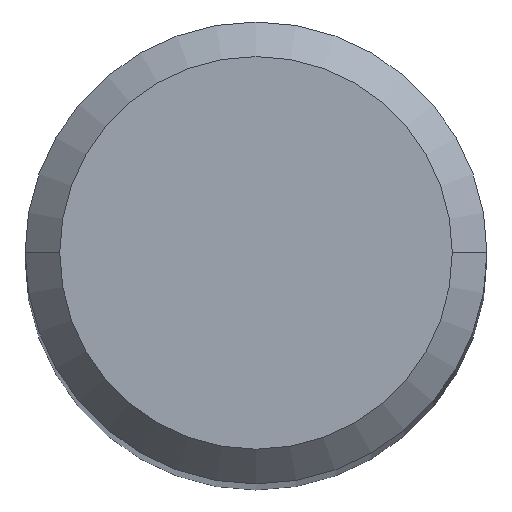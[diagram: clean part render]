
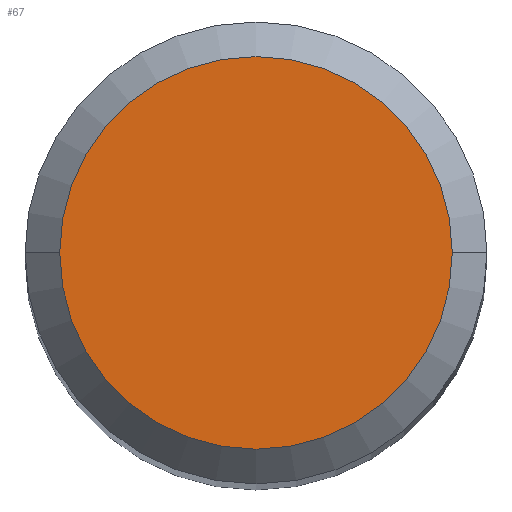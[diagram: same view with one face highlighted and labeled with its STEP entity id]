
A CAD part, top view. The second image highlights one B-rep face of the part: STEP entity #67.
In plain terms, the highlighted planar face has unit normal (0, 0, 1).
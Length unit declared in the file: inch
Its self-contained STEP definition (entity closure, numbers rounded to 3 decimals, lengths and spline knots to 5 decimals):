
#14 = FACE_OUTER_BOUND ( 'NONE', #33, .T. ) ;
#19 = DIRECTION ( 'NONE',  ( -1., 0., 0. ) ) ;
#33 = EDGE_LOOP ( 'NONE', ( #319, #346 ) ) ;
#48 = DIRECTION ( 'NONE',  ( 1., 0., 0. ) ) ;
#67 = ADVANCED_FACE ( 'NONE', ( #14 ), #431, .F. ) ;
#84 = DIRECTION ( 'NONE',  ( 0., 0., 1. ) ) ;
#86 = EDGE_CURVE ( 'NONE', #450, #234, #158, .T. ) ;
#91 = AXIS2_PLACEMENT_3D ( 'NONE', #281, #84, #48 ) ;
#124 = DIRECTION ( 'NONE',  ( 0., 0., 1. ) ) ;
#158 = CIRCLE ( 'NONE', #91, 0.10625 ) ;
#160 = CARTESIAN_POINT ( 'NONE',  ( 0., 0., 0. ) ) ;
#172 = CARTESIAN_POINT ( 'NONE',  ( -0.10625, 0., 0. ) ) ;
#228 = DIRECTION ( 'NONE',  ( 0., 0., -1. ) ) ;
#233 = CIRCLE ( 'NONE', #492, 0.10625 ) ;
#234 = VERTEX_POINT ( 'NONE', #172 ) ;
#243 = EDGE_CURVE ( 'NONE', #234, #450, #233, .T. ) ;
#260 = CARTESIAN_POINT ( 'NONE',  ( 0.10625, 0., 0. ) ) ;
#281 = CARTESIAN_POINT ( 'NONE',  ( 0., 0., 0. ) ) ;
#319 = ORIENTED_EDGE ( 'NONE', *, *, #243, .T. ) ;
#329 = DIRECTION ( 'NONE',  ( 1., 0., 0. ) ) ;
#346 = ORIENTED_EDGE ( 'NONE', *, *, #86, .T. ) ;
#431 = PLANE ( 'NONE',  #454 ) ;
#450 = VERTEX_POINT ( 'NONE', #260 ) ;
#454 = AXIS2_PLACEMENT_3D ( 'NONE', #160, #228, #19 ) ;
#483 = CARTESIAN_POINT ( 'NONE',  ( 0., 0., 0. ) ) ;
#492 = AXIS2_PLACEMENT_3D ( 'NONE', #483, #124, #329 ) ;
